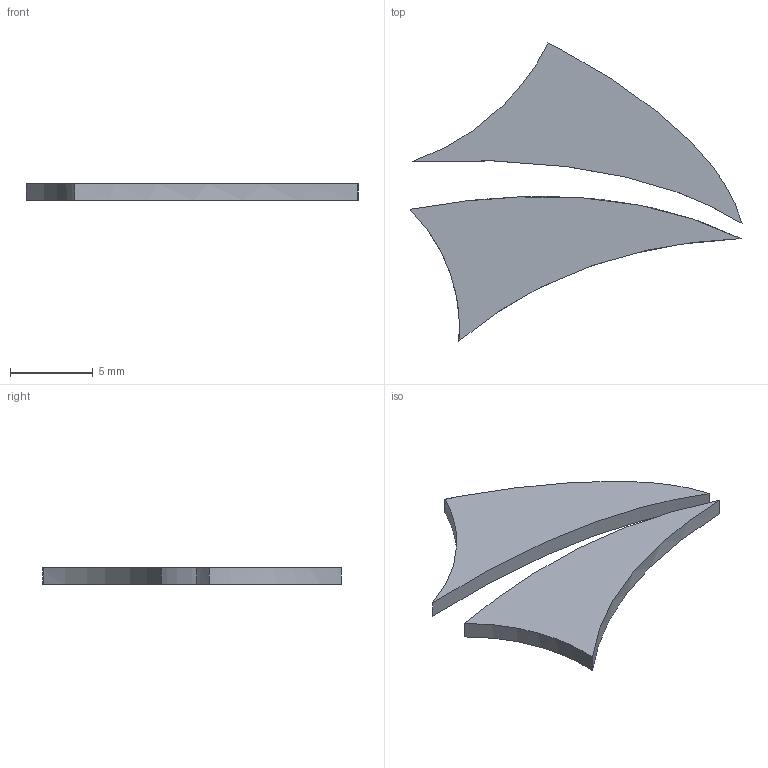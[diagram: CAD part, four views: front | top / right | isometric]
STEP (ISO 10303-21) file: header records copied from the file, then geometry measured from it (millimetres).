
FILE_DESCRIPTION(/* description */ ('','CAx-IF Rec.Pracs.---Representation and Presentation of Product Manufacturing Information (PMI)---4.0---2014-10-13'),/* implementation_level */ '2;1');
FILE_NAME(/* name */ 'Cardinals Yellow.step',/* time_stamp */ '2025-03-17T09:29:58-07:00',/* author */ (''),/* organization */ (''),/* preprocessor_version */ 'ST-DEVELOPER v20',/* originating_system */ 'Autodesk Translation Framework v13.20.0.188',/* authorisation */ '');
FILE_SCHEMA (('AP242_MANAGED_MODEL_BASED_3D_ENGINEERING_MIM_LF { 1 0 10303 442 1 1 4 }'));
Length unit declared in the file: millimetre
Products named in the file (1): Cardinals
Bounding box: 20.12 x 18.07 x 1 mm (x, y, z)
Volume: 150.4 mm3; surface area: 397 mm2
Topology: 2 solids, 2 shells, 12 faces, 24 edges, 14 vertices
Faces by surface type: bspline 7, plane 5
Entity records: 382 total; most frequent: CARTESIAN_POINT 130, ORIENTED_EDGE 48, EDGE_CURVE 24, DIRECTION 22, VERTEX_POINT 14, FACE_OUTER_BOUND 12, EDGE_LOOP 12, ADVANCED_FACE 12
